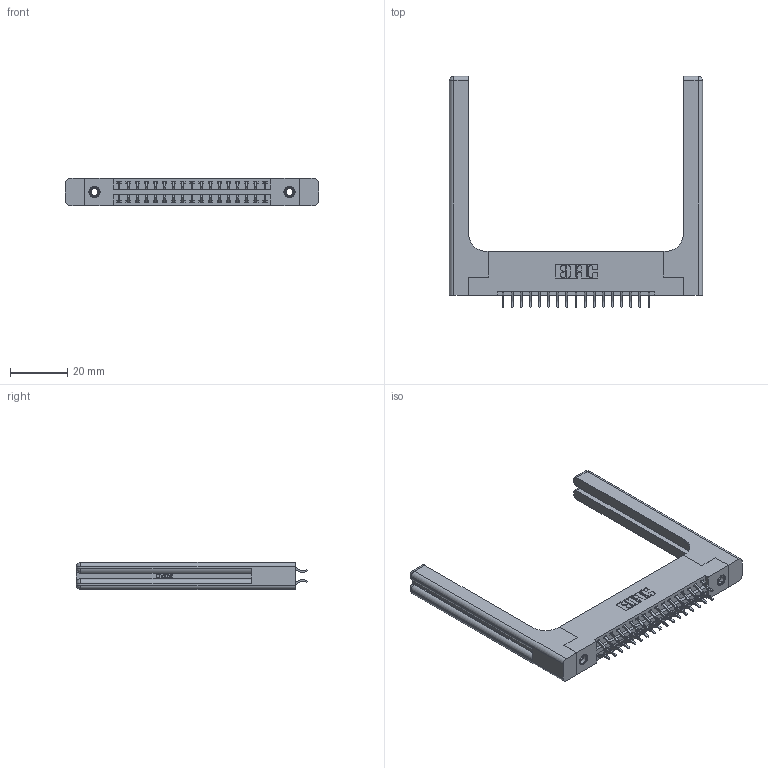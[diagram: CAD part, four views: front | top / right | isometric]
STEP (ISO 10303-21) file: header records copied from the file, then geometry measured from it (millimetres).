
FILE_DESCRIPTION (( 'STEP AP203' ), '1' );
FILE_NAME ('346-034-556-258.STEP', '2022-05-19T20:12:14', ( '' ), ( '' ), 'SwSTEP 2.0', 'SolidWorks 2020', '' );
FILE_SCHEMA (( 'CONFIG_CONTROL_DESIGN' ));
Length unit declared in the file: inch
Products named in the file (5): 346-034-556-258; 346-220-058_345-220-058; 345-250-001_345-250-001-102; 345-292-001_556 Tail; 346 Part_Flush Mounting Lugs - 0.156 Dia-TH
Assembly tree (39 placements, depth 2):
  346-034-556-258
    346 Part_Flush Mounting Lugs - 0.156 Dia-TH
    345-292-001_556 Tail  x34
    345-250-001_345-250-001-102  x2
    346-220-058_345-220-058  x2
Bounding box: 88.04 x 80.53 x 9.4 mm (x, y, z)
Volume: 15865.3 mm3; surface area: 16089.3 mm2
Topology: 39 solids, 39 shells, 2364 faces, 6913 edges, 4542 vertices
Faces by surface type: plane 1564, cylinder 740, bspline 36, cone 12, sphere 8, torus 4
Entity records: 20278 total; most frequent: CARTESIAN_POINT 4403, ORIENTED_EDGE 3120, DIRECTION 2852, EDGE_CURVE 1560, LINE 1260, VECTOR 1260, VERTEX_POINT 1030, AXIS2_PLACEMENT_3D 796
